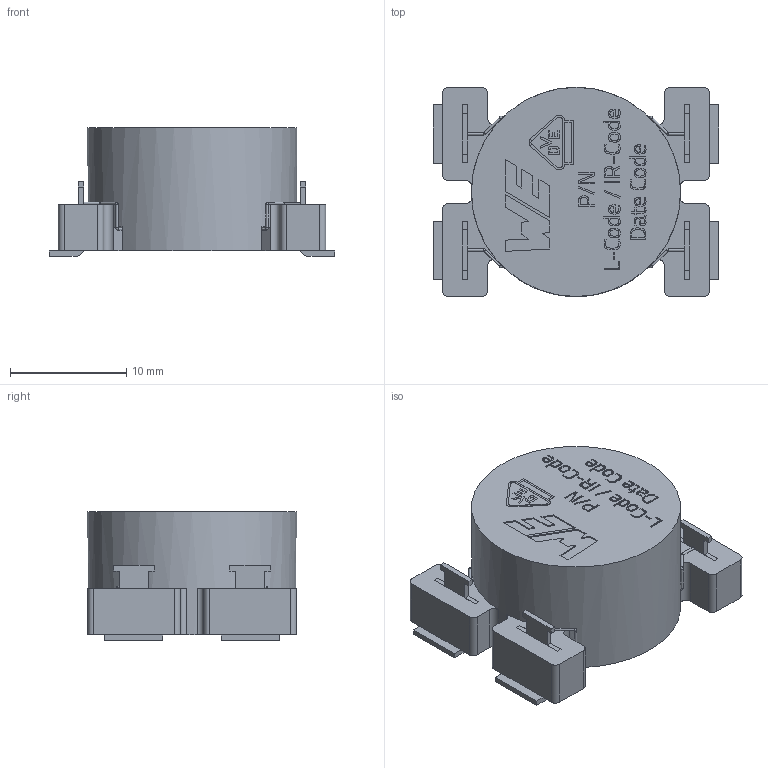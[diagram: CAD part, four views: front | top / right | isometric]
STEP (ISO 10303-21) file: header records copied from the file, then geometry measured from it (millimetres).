
FILE_DESCRIPTION(/* description */ ('Unknown'),/* implementation_level */ '2;1');
FILE_NAME(/* name */ '744663xxx_SH',/* time_stamp */ '2026-01-26T13:05:28+01:00',/* author */ ('Unknown'),/* organization */ ('Unknown'),/* preprocessor_version */ 'ST-DEVELOPER v19.4',/* originating_system */ 'Solid Edge',/* authorisation */ 'Unknown');
FILE_SCHEMA (('AUTOMOTIVE_DESIGN {1 0 10303 214 3 1 1}'));
Length unit declared in the file: millimetre
Products named in the file (4): 744663xxx_SH; base; Pin; new Spacer
Assembly tree (6 placements, depth 2):
  744663xxx_SH
    base
    Pin  x4
    new Spacer
Bounding box: 24.55 x 18 x 11.05 mm (x, y, z)
Volume: 1813.2 mm3; surface area: 3598.7 mm2
Topology: 9 solids, 9 shells, 829 faces, 1951 edges, 1188 vertices
Faces by surface type: plane 365, cylinder 227, bspline 141, torus 96
Full cylindrical faces by diameter (mm): 0.2 x160, 7 x1, 13 x1, 16 x1, 18 x1
Entity records: 35905 total; most frequent: CARTESIAN_POINT 17756, ORIENTED_EDGE 2918, DIRECTION 2897, EDGE_CURVE 1459, EDGE_LOOP 1179, FACE_BOUND 1179, AXIS2_PLACEMENT_3D 1127, VERTEX_POINT 1090
